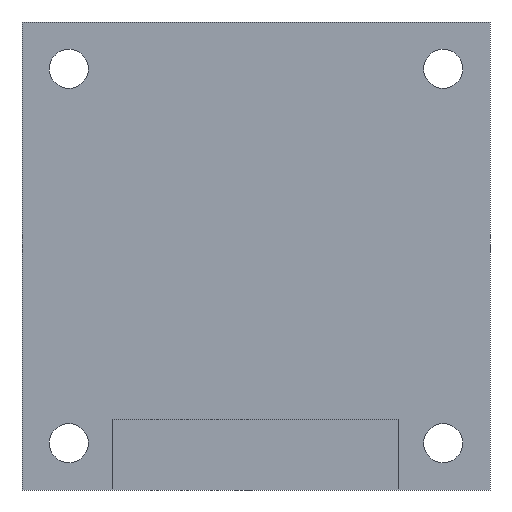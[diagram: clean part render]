
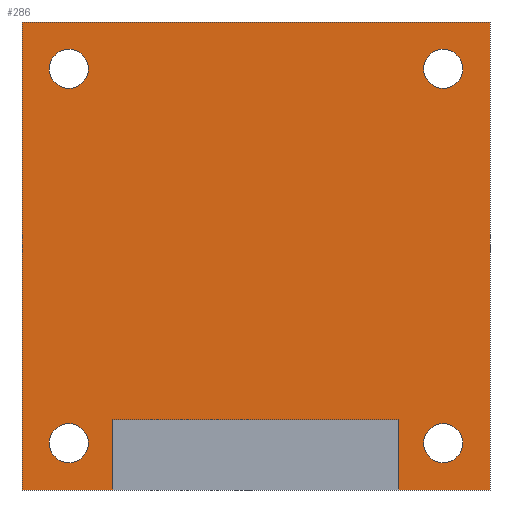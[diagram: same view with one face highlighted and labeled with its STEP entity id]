
A CAD part, front view. The second image highlights one B-rep face of the part: STEP entity #286.
In plain terms, the highlighted planar face has unit normal (0, -1, 0).
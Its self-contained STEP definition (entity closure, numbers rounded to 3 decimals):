
#21=FACE_BOUND('',#67,.T.);
#22=FACE_BOUND('',#68,.T.);
#23=FACE_BOUND('',#69,.T.);
#24=FACE_BOUND('',#70,.T.);
#30=PLANE('',#331);
#46=FACE_OUTER_BOUND('',#66,.T.);
#66=EDGE_LOOP('',(#241,#242,#243,#244));
#67=EDGE_LOOP('',(#245));
#68=EDGE_LOOP('',(#246));
#69=EDGE_LOOP('',(#247));
#70=EDGE_LOOP('',(#248));
#81=LINE('',#444,#109);
#85=LINE('',#452,#113);
#88=LINE('',#458,#116);
#91=LINE('',#463,#119);
#109=VECTOR('',#370,10.);
#113=VECTOR('',#376,10.);
#116=VECTOR('',#381,10.);
#119=VECTOR('',#386,10.);
#133=CIRCLE('',#315,1.5);
#135=CIRCLE('',#318,1.5);
#137=CIRCLE('',#321,1.5);
#139=CIRCLE('',#324,1.5);
#141=VERTEX_POINT('',#418);
#143=VERTEX_POINT('',#424);
#145=VERTEX_POINT('',#430);
#147=VERTEX_POINT('',#436);
#149=VERTEX_POINT('',#442);
#150=VERTEX_POINT('',#443);
#153=VERTEX_POINT('',#451);
#155=VERTEX_POINT('',#457);
#165=EDGE_CURVE('',#141,#141,#133,.T.);
#168=EDGE_CURVE('',#143,#143,#135,.T.);
#171=EDGE_CURVE('',#145,#145,#137,.T.);
#174=EDGE_CURVE('',#147,#147,#139,.T.);
#177=EDGE_CURVE('',#149,#150,#81,.T.);
#181=EDGE_CURVE('',#153,#149,#85,.T.);
#184=EDGE_CURVE('',#155,#153,#88,.T.);
#187=EDGE_CURVE('',#150,#155,#91,.T.);
#241=ORIENTED_EDGE('',*,*,#187,.F.);
#242=ORIENTED_EDGE('',*,*,#177,.F.);
#243=ORIENTED_EDGE('',*,*,#181,.F.);
#244=ORIENTED_EDGE('',*,*,#184,.F.);
#245=ORIENTED_EDGE('',*,*,#165,.T.);
#246=ORIENTED_EDGE('',*,*,#168,.T.);
#247=ORIENTED_EDGE('',*,*,#171,.T.);
#248=ORIENTED_EDGE('',*,*,#174,.T.);
#286=ADVANCED_FACE('',(#46,#21,#22,#23,#24),#30,.F.);
#315=AXIS2_PLACEMENT_3D('',#419,#342,#343);
#318=AXIS2_PLACEMENT_3D('',#425,#349,#350);
#321=AXIS2_PLACEMENT_3D('',#431,#356,#357);
#324=AXIS2_PLACEMENT_3D('',#437,#363,#364);
#331=AXIS2_PLACEMENT_3D('',#466,#390,#391);
#342=DIRECTION('center_axis',(0.,1.,0.));
#343=DIRECTION('ref_axis',(0.,0.,-1.));
#349=DIRECTION('center_axis',(0.,1.,0.));
#350=DIRECTION('ref_axis',(0.,0.,-1.));
#356=DIRECTION('center_axis',(0.,1.,0.));
#357=DIRECTION('ref_axis',(0.,0.,-1.));
#363=DIRECTION('center_axis',(0.,1.,0.));
#364=DIRECTION('ref_axis',(0.,0.,-1.));
#370=DIRECTION('',(1.,0.,0.));
#376=DIRECTION('',(0.,0.,1.));
#381=DIRECTION('',(-1.,0.,0.));
#386=DIRECTION('',(0.,0.,-1.));
#390=DIRECTION('center_axis',(0.,1.,0.));
#391=DIRECTION('ref_axis',(1.,0.,0.));
#418=CARTESIAN_POINT('',(14.4,0.,-12.9));
#419=CARTESIAN_POINT('Origin',(14.4,0.,-14.4));
#424=CARTESIAN_POINT('',(-14.4,0.,15.9));
#425=CARTESIAN_POINT('Origin',(-14.4,0.,14.4));
#430=CARTESIAN_POINT('',(14.4,0.,15.9));
#431=CARTESIAN_POINT('Origin',(14.4,0.,14.4));
#436=CARTESIAN_POINT('',(-14.4,0.,-12.9));
#437=CARTESIAN_POINT('Origin',(-14.4,0.,-14.4));
#442=CARTESIAN_POINT('',(-18.,0.,18.));
#443=CARTESIAN_POINT('',(18.,0.,18.));
#444=CARTESIAN_POINT('',(-18.,0.,18.));
#451=CARTESIAN_POINT('',(-18.,0.,-18.));
#452=CARTESIAN_POINT('',(-18.,0.,-18.));
#457=CARTESIAN_POINT('',(18.,0.,-18.));
#458=CARTESIAN_POINT('',(18.,0.,-18.));
#463=CARTESIAN_POINT('',(18.,0.,18.));
#466=CARTESIAN_POINT('Origin',(0.,0.,0.));
